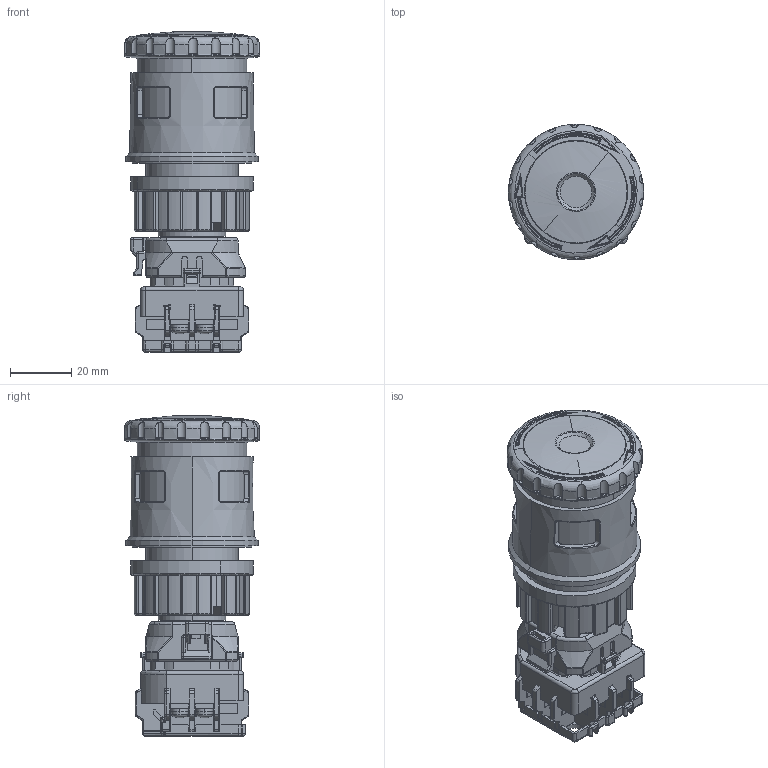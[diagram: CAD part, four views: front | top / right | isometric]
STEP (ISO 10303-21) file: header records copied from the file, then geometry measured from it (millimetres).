
FILE_DESCRIPTION((''),'2;1');
FILE_NAME('178424_SM01_ASM','2022-07-01T09:23:35',('PDMAdmin'),('BANNER ENGINEERING'),'CREO PARAMETRIC BY PTC INC, 2019292','CREO PARAMETRIC BY PTC INC, 2019292','');
FILE_SCHEMA(('CONFIG_CONTROL_DESIGN'));
Length unit declared in the file: millimetre
Products named in the file (2): 178424_EP01; 178424_SM01_ASM
Assembly tree (1 placements, depth 2):
  178424_SM01_ASM
    178424_EP01
Bounding box: 44 x 44 x 104.23 mm (x, y, z)
Volume: 99804.7 mm3; surface area: 32818.1 mm2
Topology: 1 solids, 1 shells, 1695 faces, 4593 edges, 2779 vertices
Faces by surface type: plane 680, cylinder 574, torus 149, sphere 88, bspline 74, revolution 60, cone 37, extrusion 33
Entity records: 60571 total; most frequent: CARTESIAN_POINT 19167, ORIENTED_EDGE 8978, DIRECTION 8256, EDGE_CURVE 4489, AXIS2_PLACEMENT_3D 2836, VERTEX_POINT 2774, VECTOR 2524, LINE 2491
